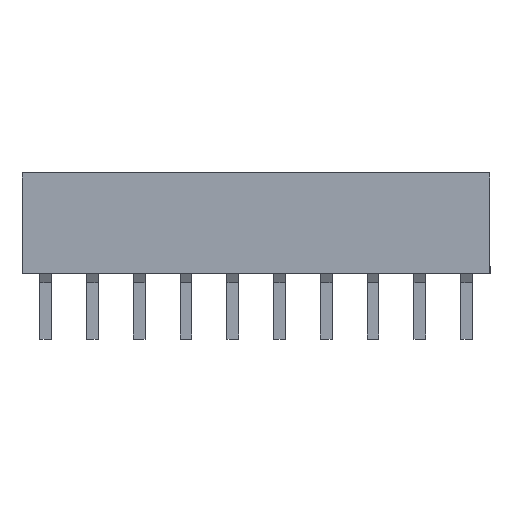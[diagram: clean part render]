
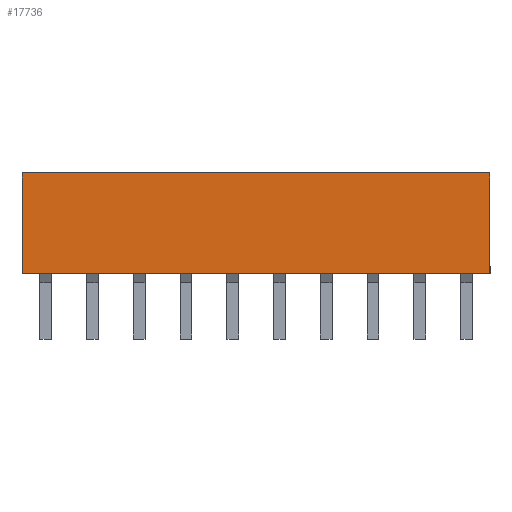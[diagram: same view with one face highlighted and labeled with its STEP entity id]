
A CAD part, front view. The second image highlights one B-rep face of the part: STEP entity #17736.
In plain terms, the highlighted planar face has unit normal (0, -1, 0).
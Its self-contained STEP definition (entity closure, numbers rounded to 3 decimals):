
#51 = ORIENTED_EDGE ( 'NONE', *, *, #18732, .F. ) ;
#428 = EDGE_CURVE ( 'NONE', #13968, #10391, #1112, .T. ) ;
#1112 = LINE ( 'NONE', #5504, #12602 ) ;
#1835 = AXIS2_PLACEMENT_3D ( 'NONE', #20585, #2618, #20836 ) ;
#2078 = LINE ( 'NONE', #21706, #6951 ) ;
#2465 = ORIENTED_EDGE ( 'NONE', *, *, #428, .T. ) ;
#2618 = DIRECTION ( 'NONE',  ( 0., 1., 0. ) ) ;
#3110 = VERTEX_POINT ( 'NONE', #22245 ) ;
#3764 = DIRECTION ( 'NONE',  ( 1., 0., 0. ) ) ;
#3873 = ORIENTED_EDGE ( 'NONE', *, *, #10953, .F. ) ;
#5504 = CARTESIAN_POINT ( 'NONE',  ( -10., -2.25, 4.3 ) ) ;
#5650 = VECTOR ( 'NONE', #17887, 1000. ) ;
#5914 = LINE ( 'NONE', #13868, #5650 ) ;
#6380 = ORIENTED_EDGE ( 'NONE', *, *, #7525, .T. ) ;
#6951 = VECTOR ( 'NONE', #11473, 1000. ) ;
#7525 = EDGE_CURVE ( 'NONE', #10391, #3110, #21598, .T. ) ;
#10391 = VERTEX_POINT ( 'NONE', #21774 ) ;
#10953 = EDGE_CURVE ( 'NONE', #24484, #3110, #2078, .T. ) ;
#11473 = DIRECTION ( 'NONE',  ( 0., 0., -1. ) ) ;
#11851 = CARTESIAN_POINT ( 'NONE',  ( -10., -2.25, 0. ) ) ;
#12602 = VECTOR ( 'NONE', #21383, 1000. ) ;
#13868 = CARTESIAN_POINT ( 'NONE',  ( -10., -2.25, 4.3 ) ) ;
#13968 = VERTEX_POINT ( 'NONE', #24112 ) ;
#17736 = ADVANCED_FACE ( 'NONE', ( #22398 ), #20725, .F. ) ;
#17887 = DIRECTION ( 'NONE',  ( 1., 0., 0. ) ) ;
#18732 = EDGE_CURVE ( 'NONE', #13968, #24484, #5914, .T. ) ;
#20585 = CARTESIAN_POINT ( 'NONE',  ( -10., -2.25, 4.3 ) ) ;
#20725 = PLANE ( 'NONE',  #1835 ) ;
#20836 = DIRECTION ( 'NONE',  ( 0., 0., 1. ) ) ;
#20888 = VECTOR ( 'NONE', #3764, 1000. ) ;
#21383 = DIRECTION ( 'NONE',  ( 0., 0., -1. ) ) ;
#21598 = LINE ( 'NONE', #11851, #20888 ) ;
#21706 = CARTESIAN_POINT ( 'NONE',  ( 10., -2.25, 4.3 ) ) ;
#21774 = CARTESIAN_POINT ( 'NONE',  ( -10., -2.25, 0. ) ) ;
#22245 = CARTESIAN_POINT ( 'NONE',  ( 10., -2.25, 0. ) ) ;
#22266 = EDGE_LOOP ( 'NONE', ( #6380, #3873, #51, #2465 ) ) ;
#22398 = FACE_OUTER_BOUND ( 'NONE', #22266, .T. ) ;
#24112 = CARTESIAN_POINT ( 'NONE',  ( -10., -2.25, 4.3 ) ) ;
#24484 = VERTEX_POINT ( 'NONE', #25211 ) ;
#25211 = CARTESIAN_POINT ( 'NONE',  ( 10., -2.25, 4.3 ) ) ;
